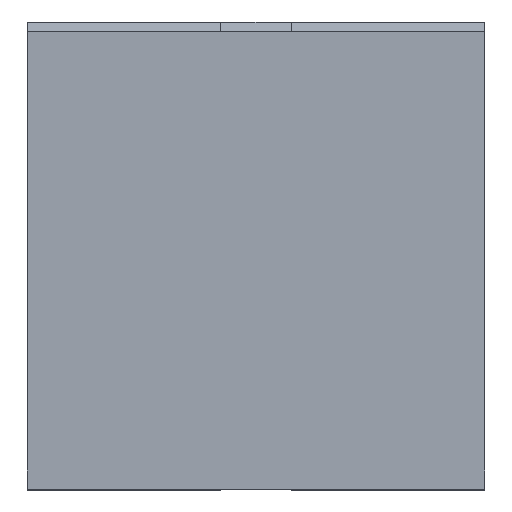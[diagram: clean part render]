
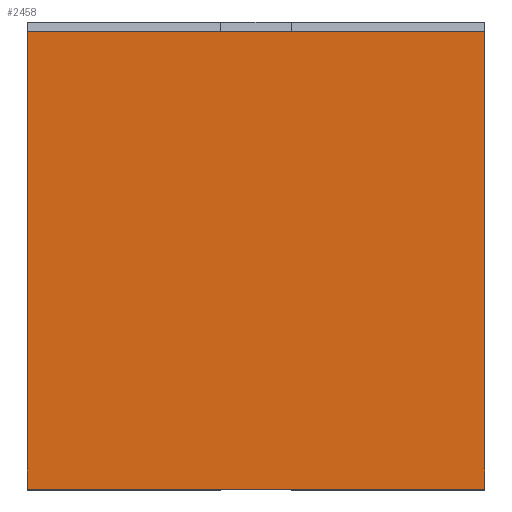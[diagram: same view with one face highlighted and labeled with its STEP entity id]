
A CAD part, top view. The second image highlights one B-rep face of the part: STEP entity #2458.
In plain terms, the highlighted planar face has unit normal (0, 0, 1).
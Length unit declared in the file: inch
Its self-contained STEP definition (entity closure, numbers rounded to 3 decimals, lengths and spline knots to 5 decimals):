
#150=DIRECTION('',(0.,-1.,0.));
#151=VECTOR('',#150,2.56);
#152=CARTESIAN_POINT('',(-1.28,2.56,0.));
#153=LINE('',#152,#151);
#808=DIRECTION('',(0.,-1.,0.));
#809=VECTOR('',#808,2.56);
#810=CARTESIAN_POINT('',(1.28,2.56,0.));
#811=LINE('',#810,#809);
#1025=DIRECTION('',(1.,0.,0.));
#1026=VECTOR('',#1025,2.56);
#1027=CARTESIAN_POINT('',(-1.28,0.,0.));
#1028=LINE('',#1027,#1026);
#1246=DIRECTION('',(1.,0.,0.));
#1247=VECTOR('',#1246,2.56);
#1248=CARTESIAN_POINT('',(-1.28,2.56,0.));
#1249=LINE('',#1248,#1247);
#1336=CARTESIAN_POINT('',(-1.28,2.56,0.));
#1337=CARTESIAN_POINT('',(-1.28,0.,0.));
#1338=VERTEX_POINT('',#1336);
#1339=VERTEX_POINT('',#1337);
#1342=CARTESIAN_POINT('',(1.28,2.56,0.));
#1343=CARTESIAN_POINT('',(1.28,0.,0.));
#1344=VERTEX_POINT('',#1342);
#1345=VERTEX_POINT('',#1343);
#2447=CARTESIAN_POINT('',(-1.28,2.56,0.));
#2448=DIRECTION('',(0.,0.,1.));
#2449=DIRECTION('',(0.,-1.,0.));
#2450=AXIS2_PLACEMENT_3D('',#2447,#2448,#2449);
#2451=PLANE('',#2450);
#2452=ORIENTED_EDGE('',*,*,#1557,.F.);
#2453=ORIENTED_EDGE('',*,*,#2112,.T.);
#2454=ORIENTED_EDGE('',*,*,#2086,.T.);
#2455=ORIENTED_EDGE('',*,*,#2258,.F.);
#2456=EDGE_LOOP('',(#2452,#2453,#2454,#2455));
#2457=FACE_OUTER_BOUND('',#2456,.F.);
#2458=ADVANCED_FACE('',(#2457),#2451,.T.);
#1557=EDGE_CURVE('',#1338,#1339,#153,.T.);
#2086=EDGE_CURVE('',#1344,#1345,#811,.T.);
#2112=EDGE_CURVE('',#1338,#1344,#1249,.T.);
#2258=EDGE_CURVE('',#1339,#1345,#1028,.T.);
